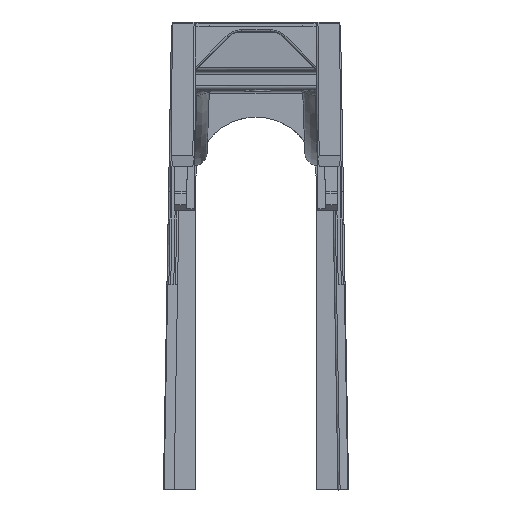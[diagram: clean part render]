
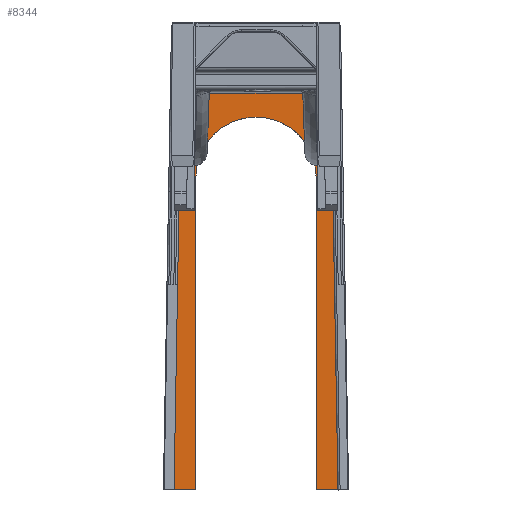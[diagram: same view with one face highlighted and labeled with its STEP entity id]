
A CAD part, left-side view. The second image highlights one B-rep face of the part: STEP entity #8344.
In plain terms, the highlighted planar face has unit normal (-1, 0, -0.018).
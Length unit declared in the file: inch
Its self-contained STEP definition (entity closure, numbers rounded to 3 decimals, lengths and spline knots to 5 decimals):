
#928=DIRECTION('',(0.,-1.,0.));
#929=VECTOR('',#928,1.55336);
#930=CARTESIAN_POINT('',(6.82129,0.77668,
-0.73947));
#931=LINE('',#930,#929);
#932=DIRECTION('',(-0.017,0.017,1.));
#933=VECTOR('',#932,4.1043);
#934=CARTESIAN_POINT('',(6.89291,-0.8483,
-4.84252));
#935=LINE('',#934,#933);
#936=CARTESIAN_POINT('',(6.82556,0.,-0.98425));
#937=CARTESIAN_POINT('',(6.82556,-0.05184,
-0.98425));
#938=CARTESIAN_POINT('',(6.82578,-0.14327,
-0.99651));
#939=CARTESIAN_POINT('',(6.82671,-0.29713,
-1.05));
#940=CARTESIAN_POINT('',(6.82859,-0.44862,
-1.1577));
#941=CARTESIAN_POINT('',(6.83124,-0.55631,
-1.30919));
#942=CARTESIAN_POINT('',(6.83392,-0.6098,
-1.46305));
#943=CARTESIAN_POINT('',(6.83552,-0.62205,
-1.55447));
#944=CARTESIAN_POINT('',(6.83642,-0.62205,
-1.6063));
#946=CARTESIAN_POINT('',(6.83642,0.62205,-1.6063));
#947=CARTESIAN_POINT('',(6.83552,0.62205,-1.55447));
#948=CARTESIAN_POINT('',(6.83392,0.6098,-1.46305));
#949=CARTESIAN_POINT('',(6.83124,0.55631,-1.30919));
#950=CARTESIAN_POINT('',(6.82859,0.44862,-1.1577));
#951=CARTESIAN_POINT('',(6.82671,0.29713,-1.05));
#952=CARTESIAN_POINT('',(6.82578,0.14327,
-0.99651));
#953=CARTESIAN_POINT('',(6.82556,0.05184,
-0.98425));
#954=CARTESIAN_POINT('',(6.82556,0.,-0.98425));
#956=DIRECTION('',(0.,-1.,0.));
#957=VECTOR('',#956,0.22625);
#958=CARTESIAN_POINT('',(6.89291,0.8483,-4.84252));
#959=LINE('',#958,#957);
#960=DIRECTION('',(0.017,0.017,-1.));
#961=VECTOR('',#960,4.1043);
#962=CARTESIAN_POINT('',(6.82129,0.77668,
-0.73947));
#963=LINE('',#962,#961);
#2023=DIRECTION('',(-0.017,0.,1.));
#2024=VECTOR('',#2023,3.23671);
#2025=CARTESIAN_POINT('',(6.89291,-0.62205,
-4.84252));
#2026=LINE('',#2025,#2024);
#2039=DIRECTION('',(0.,1.,0.));
#2040=VECTOR('',#2039,0.22625);
#2041=CARTESIAN_POINT('',(6.89291,-0.8483,
-4.84252));
#2042=LINE('',#2041,#2040);
#4724=DIRECTION('',(0.017,0.,-1.));
#4725=VECTOR('',#4724,3.23671);
#4726=CARTESIAN_POINT('',(6.83642,0.62205,
-1.6063));
#4727=LINE('',#4726,#4725);
#6589=CARTESIAN_POINT('',(6.89291,0.62205,
-4.84252));
#6591=VERTEX_POINT('',#6589);
#6594=CARTESIAN_POINT('',(6.83642,0.62205,
-1.6063));
#6595=VERTEX_POINT('',#6594);
#6610=CARTESIAN_POINT('',(6.89291,0.8483,
-4.84252));
#6611=VERTEX_POINT('',#6610);
#6621=CARTESIAN_POINT('',(6.82129,0.77668,
-0.73947));
#6622=VERTEX_POINT('',#6621);
#6853=CARTESIAN_POINT('',(6.89291,-0.8483,
-4.84252));
#6854=CARTESIAN_POINT('',(6.82129,-0.77668,
-0.73947));
#6855=VERTEX_POINT('',#6853);
#6856=VERTEX_POINT('',#6854);
#6963=VERTEX_POINT('',#936);
#6964=VERTEX_POINT('',#944);
#6965=CARTESIAN_POINT('',(6.89291,-0.62205,
-4.84252));
#6966=VERTEX_POINT('',#6965);
#8320=CARTESIAN_POINT('',(6.81718,-0.42172,
-0.50397));
#8321=DIRECTION('',(-1.,0.,-0.017));
#8322=DIRECTION('',(-0.017,0.,1.));
#8323=AXIS2_PLACEMENT_3D('',#8320,#8321,#8322);
#8324=PLANE('',#8323);
#8326=ORIENTED_EDGE('',*,*,#8325,.F.);
#8328=ORIENTED_EDGE('',*,*,#8327,.T.);
#8330=ORIENTED_EDGE('',*,*,#8329,.T.);
#8332=ORIENTED_EDGE('',*,*,#8331,.F.);
#8334=ORIENTED_EDGE('',*,*,#8333,.F.);
#8336=ORIENTED_EDGE('',*,*,#8335,.T.);
#8338=ORIENTED_EDGE('',*,*,#8337,.F.);
#8340=ORIENTED_EDGE('',*,*,#8339,.F.);
#8341=ORIENTED_EDGE('',*,*,#8313,.T.);
#8342=EDGE_LOOP('',(#8326,#8328,#8330,#8332,#8334,#8336,#8338,#8340,#8341));
#8343=FACE_OUTER_BOUND('',#8342,.F.);
#8344=ADVANCED_FACE('',(#8343),#8324,.T.);
#945=B_SPLINE_CURVE_WITH_KNOTS('',3,(#936,#937,#938,#939,#940,#941,#942,#943,
#944),.UNSPECIFIED.,.F.,.F.,(4,1,1,1,1,1,4),(0.,0.125,0.25,0.5,0.75,
0.875,1.),.UNSPECIFIED.);
#955=B_SPLINE_CURVE_WITH_KNOTS('',3,(#946,#947,#948,#949,#950,#951,#952,#953,
#954),.UNSPECIFIED.,.F.,.F.,(4,1,1,1,1,1,4),(0.,0.125,0.25,0.5,0.75,
0.875,1.),.UNSPECIFIED.);
#8313=EDGE_CURVE('',#6622,#6856,#931,.T.);
#8325=EDGE_CURVE('',#6855,#6856,#935,.T.);
#8327=EDGE_CURVE('',#6855,#6966,#2042,.T.);
#8329=EDGE_CURVE('',#6966,#6964,#2026,.T.);
#8331=EDGE_CURVE('',#6963,#6964,#945,.T.);
#8333=EDGE_CURVE('',#6595,#6963,#955,.T.);
#8335=EDGE_CURVE('',#6595,#6591,#4727,.T.);
#8337=EDGE_CURVE('',#6611,#6591,#959,.T.);
#8339=EDGE_CURVE('',#6622,#6611,#963,.T.);
